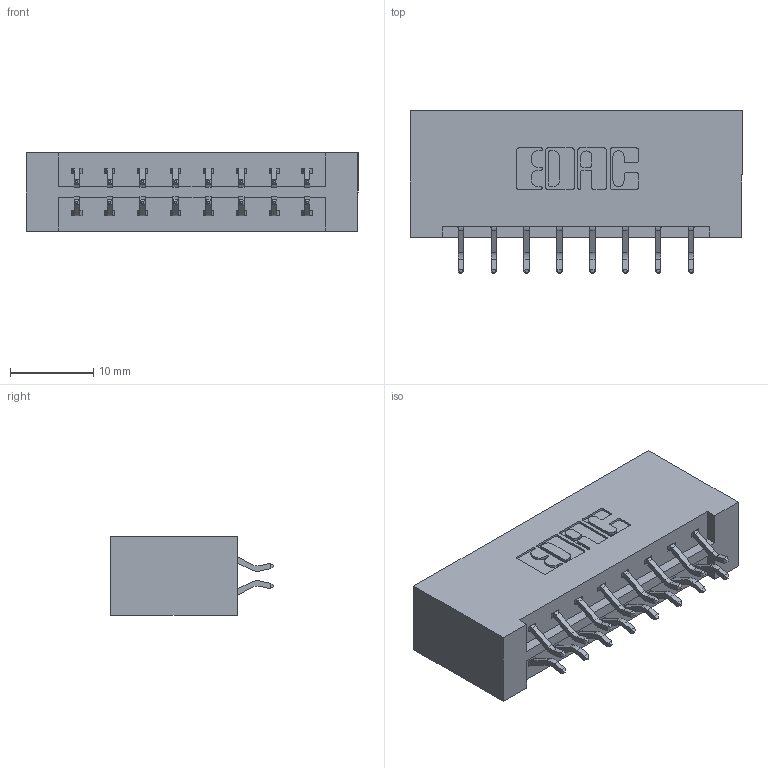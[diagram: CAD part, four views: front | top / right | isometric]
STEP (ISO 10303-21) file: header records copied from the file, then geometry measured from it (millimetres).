
FILE_DESCRIPTION (( 'STEP AP203' ), '1' );
FILE_NAME ('833-016-556-201.STEP', '2020-05-31T18:43:11', ( '' ), ( '' ), 'SwSTEP 2.0', 'SolidWorks 2020', '' );
FILE_SCHEMA (( 'CONFIG_CONTROL_DESIGN' ));
Length unit declared in the file: inch
Products named in the file (3): 345-292-001_556 Tail; 833 Part_Lugless; 833-016-556-201
Assembly tree (17 placements, depth 2):
  833-016-556-201
    833 Part_Lugless
    345-292-001_556 Tail  x16
Bounding box: 39.95 x 19.57 x 9.4 mm (x, y, z)
Volume: 4392.7 mm3; surface area: 4836.5 mm2
Topology: 17 solids, 17 shells, 1034 faces, 3055 edges, 2014 vertices
Faces by surface type: plane 706, cylinder 328
Entity records: 9487 total; most frequent: CARTESIAN_POINT 1626, ORIENTED_EDGE 1550, DIRECTION 1431, EDGE_CURVE 775, VECTOR 647, LINE 647, VERTEX_POINT 514, AXIS2_PLACEMENT_3D 392
